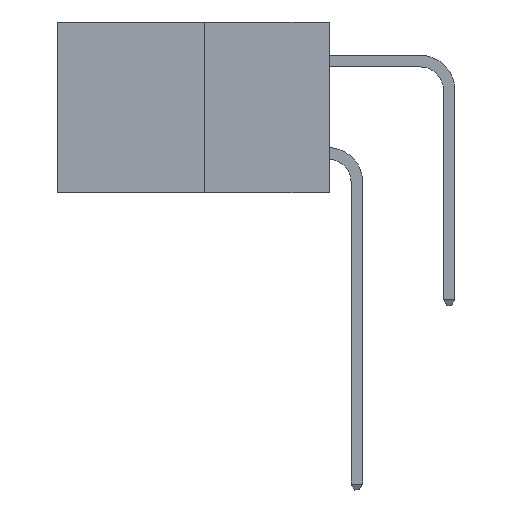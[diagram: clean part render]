
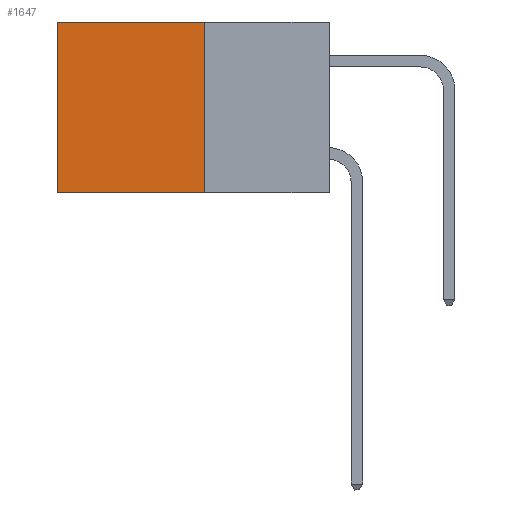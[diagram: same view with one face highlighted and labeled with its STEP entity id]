
A CAD part, left-side view. The second image highlights one B-rep face of the part: STEP entity #1647.
In plain terms, the highlighted planar face has unit normal (-1, 0, 0).
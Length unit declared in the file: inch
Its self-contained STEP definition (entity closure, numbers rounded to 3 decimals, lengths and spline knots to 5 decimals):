
#152 = DIRECTION ( 'NONE',  ( 1., 0., 0. ) ) ;
#910 = CARTESIAN_POINT ( 'NONE',  ( 0.277, 0.59, 0. ) ) ;
#912 = CARTESIAN_POINT ( 'NONE',  ( 0.277, 0.27, 0. ) ) ;
#1314 = CARTESIAN_POINT ( 'NONE',  ( 0.277, 0.27, -0.37 ) ) ;
#1417 = CARTESIAN_POINT ( 'NONE',  ( 0.277, 0.27, -0.37 ) ) ;
#1647 = ADVANCED_FACE ( 'NONE', ( #3298 ), #14155, .F. ) ;
#2467 = VECTOR ( 'NONE', #16046, 39.37008 ) ;
#3298 = FACE_OUTER_BOUND ( 'NONE', #13337, .T. ) ;
#3789 = CARTESIAN_POINT ( 'NONE',  ( 0.277, 0.59, -0.37 ) ) ;
#3835 = CARTESIAN_POINT ( 'NONE',  ( 0.277, 0.27, -0.37 ) ) ;
#4138 = VERTEX_POINT ( 'NONE', #5309 ) ;
#4754 = ORIENTED_EDGE ( 'NONE', *, *, #5148, .T. ) ;
#5148 = EDGE_CURVE ( 'NONE', #6377, #4138, #12184, .T. ) ;
#5309 = CARTESIAN_POINT ( 'NONE',  ( 0.277, 0.59, -0.37 ) ) ;
#5806 = LINE ( 'NONE', #912, #2467 ) ;
#6377 = VERTEX_POINT ( 'NONE', #910 ) ;
#6596 = EDGE_CURVE ( 'NONE', #10703, #11428, #10945, .T. ) ;
#6707 = ORIENTED_EDGE ( 'NONE', *, *, #13359, .F. ) ;
#7158 = LINE ( 'NONE', #1417, #9678 ) ;
#7166 = AXIS2_PLACEMENT_3D ( 'NONE', #16160, #152, #11884 ) ;
#8030 = VECTOR ( 'NONE', #11376, 39.37008 ) ;
#8360 = CARTESIAN_POINT ( 'NONE',  ( 0.277, 0.27, 0. ) ) ;
#8859 = VECTOR ( 'NONE', #16280, 39.37008 ) ;
#9678 = VECTOR ( 'NONE', #14010, 39.37008 ) ;
#10703 = VERTEX_POINT ( 'NONE', #8360 ) ;
#10945 = LINE ( 'NONE', #1314, #8030 ) ;
#11370 = ORIENTED_EDGE ( 'NONE', *, *, #6596, .F. ) ;
#11376 = DIRECTION ( 'NONE',  ( 0., 0., -1. ) ) ;
#11428 = VERTEX_POINT ( 'NONE', #3835 ) ;
#11884 = DIRECTION ( 'NONE',  ( 0., 0., -1. ) ) ;
#12184 = LINE ( 'NONE', #3789, #8859 ) ;
#12516 = EDGE_CURVE ( 'NONE', #10703, #6377, #5806, .T. ) ;
#13337 = EDGE_LOOP ( 'NONE', ( #4754, #6707, #11370, #15098 ) ) ;
#13359 = EDGE_CURVE ( 'NONE', #11428, #4138, #7158, .T. ) ;
#14010 = DIRECTION ( 'NONE',  ( 0., 1., 0. ) ) ;
#14155 = PLANE ( 'NONE',  #7166 ) ;
#15098 = ORIENTED_EDGE ( 'NONE', *, *, #12516, .T. ) ;
#16046 = DIRECTION ( 'NONE',  ( 0., 1., 0. ) ) ;
#16160 = CARTESIAN_POINT ( 'NONE',  ( 0.277, 0.27, -0.37 ) ) ;
#16280 = DIRECTION ( 'NONE',  ( 0., 0., -1. ) ) ;
